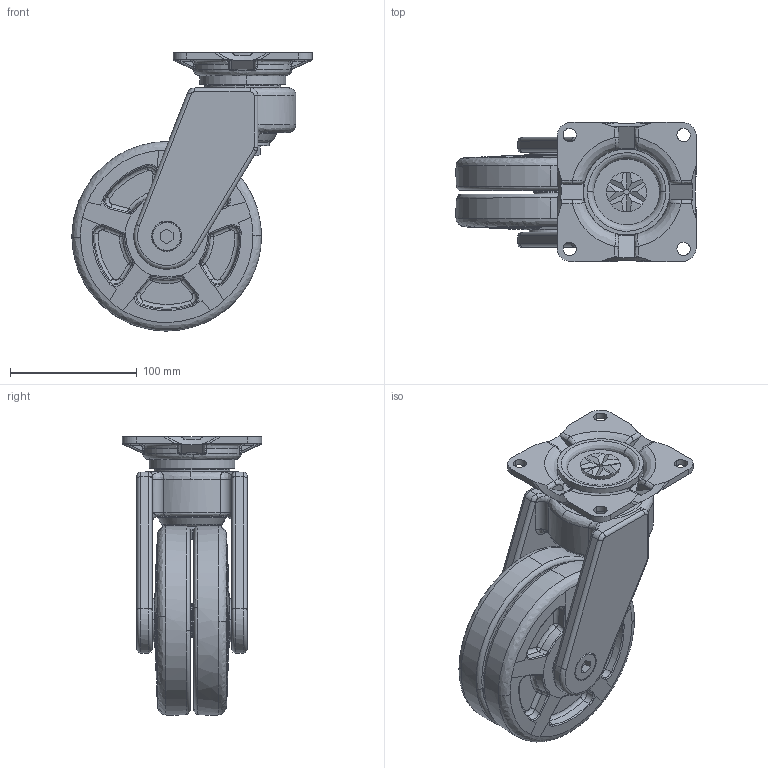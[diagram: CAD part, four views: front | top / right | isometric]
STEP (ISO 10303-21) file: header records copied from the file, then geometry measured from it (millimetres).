
FILE_DESCRIPTION((''),'2;1');
FILE_NAME('','2008-05-01T10:57:52',(''),(''),'','CADfix','');
FILE_SCHEMA(('AUTOMOTIVE_DESIGN { 1 0 10303 214 1 1 1 1 }'));
Bounding box: 190 x 110 x 219.97 mm (x, y, z)
Volume: 531352.4 mm3; surface area: 213287.9 mm2
Topology: 4 solids, 16 shells, 687 faces, 1996 edges, 1358 vertices
Faces by surface type: bspline 687
Entity records: 49049 total; most frequent: CARTESIAN_POINT 38480, ORIENTED_EDGE 3702, EDGE_CURVE 1971, VERTEX_POINT 1312, EDGE_LOOP 723, FACE_OUTER_BOUND 687, ADVANCED_FACE 687, QUASI_UNIFORM_CURVE 532
